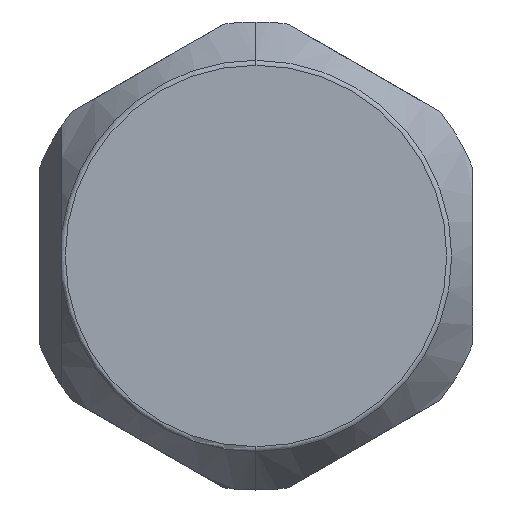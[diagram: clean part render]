
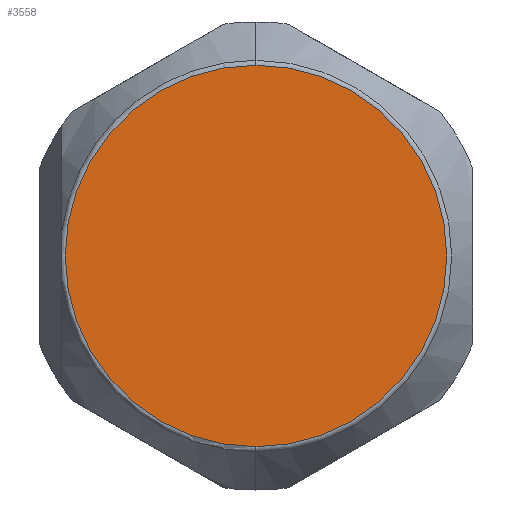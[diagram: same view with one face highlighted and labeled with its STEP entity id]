
A CAD part, left-side view. The second image highlights one B-rep face of the part: STEP entity #3558.
In plain terms, the highlighted planar face has unit normal (-1, 0, 0).
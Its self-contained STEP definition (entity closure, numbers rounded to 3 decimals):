
#222 = EDGE_LOOP ( 'NONE', ( #3493, #2796 ) ) ;
#1177 = CARTESIAN_POINT ( 'NONE',  ( 0., 0., 0. ) ) ;
#1178 = DIRECTION ( 'NONE',  ( -1., 0., 0. ) ) ;
#1179 = DIRECTION ( 'NONE',  ( 0., 0., 1. ) ) ;
#1401 = CARTESIAN_POINT ( 'NONE',  ( 0., 0., 0. ) ) ;
#1402 = DIRECTION ( 'NONE',  ( -1., 0., 0. ) ) ;
#1403 = DIRECTION ( 'NONE',  ( 0., 0., 1. ) ) ;
#1682 = CARTESIAN_POINT ( 'NONE',  ( 0., 0., -16.711 ) ) ;
#1683 = CARTESIAN_POINT ( 'NONE',  ( 0., 0., 16.711 ) ) ;
#2191 = PLANE ( 'NONE',  #2612 ) ;
#2192 = CARTESIAN_POINT ( 'NONE',  ( 0., 0., 0. ) ) ;
#2193 = DIRECTION ( 'NONE',  ( 1., 0., 0. ) ) ;
#2194 = DIRECTION ( 'NONE',  ( 0., 0., -1. ) ) ;
#2323 = EDGE_CURVE ( 'NONE', #2714, #2713, #3099, .T. ) ;
#2349 = EDGE_CURVE ( 'NONE', #2713, #2714, #3131, .T. ) ;
#2481 = AXIS2_PLACEMENT_3D ( 'NONE', #1177, #1178, #1179 ) ;
#2493 = AXIS2_PLACEMENT_3D ( 'NONE', #1401, #1402, #1403 ) ;
#2612 = AXIS2_PLACEMENT_3D ( 'NONE', #2192, #2193, #2194 ) ;
#2713 = VERTEX_POINT ( 'NONE', #1682 ) ;
#2714 = VERTEX_POINT ( 'NONE', #1683 ) ;
#2796 = ORIENTED_EDGE ( 'NONE', *, *, #2349, .T. ) ;
#3099 = CIRCLE ( 'NONE', #2481, 16.711 ) ;
#3131 = CIRCLE ( 'NONE', #2493, 16.711 ) ;
#3400 = FACE_OUTER_BOUND ( 'NONE', #222, .T. ) ;
#3493 = ORIENTED_EDGE ( 'NONE', *, *, #2323, .T. ) ;
#3558 = ADVANCED_FACE ( 'NONE', ( #3400 ), #2191, .F. ) ;
